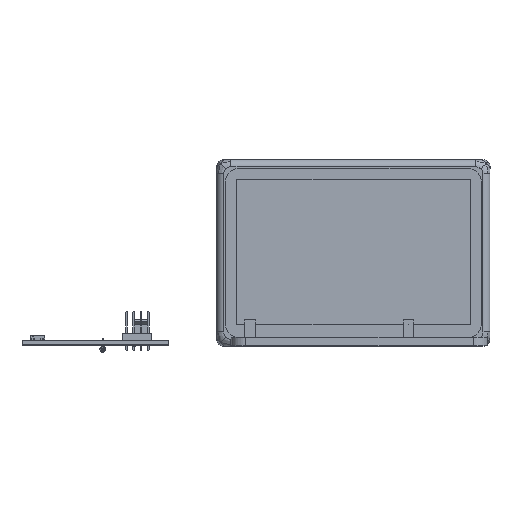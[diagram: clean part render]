
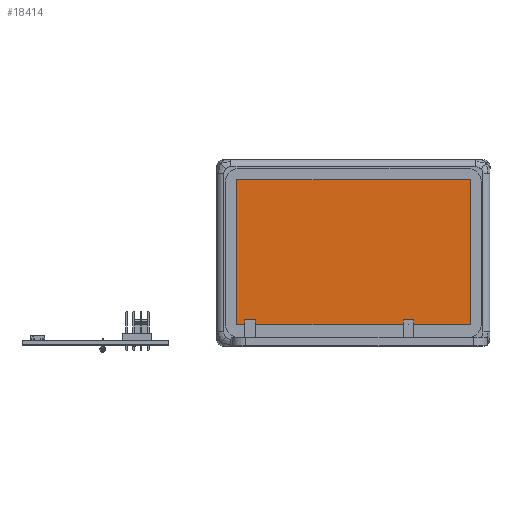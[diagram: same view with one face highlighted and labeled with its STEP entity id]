
A CAD part, front view. The second image highlights one B-rep face of the part: STEP entity #18414.
In plain terms, the highlighted planar face has unit normal (0, -1, 0).
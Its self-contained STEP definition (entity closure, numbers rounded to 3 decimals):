
#1300=LINE('',#26696,#3510);
#1304=LINE('',#26705,#3514);
#1305=LINE('',#26707,#3515);
#1306=LINE('',#26711,#3516);
#3510=VECTOR('',#20641,10.);
#3514=VECTOR('',#20651,10.);
#3515=VECTOR('',#20652,10.);
#3516=VECTOR('',#20655,10.);
#5682=PLANE('',#19079);
#6073=FACE_OUTER_BOUND('',#6591,.T.);
#6591=EDGE_LOOP('',(#14436,#14437,#14438,#14439,#14440,#14441,#14442,#14443));
#7437=CIRCLE('',#19075,5.);
#7438=CIRCLE('',#19078,5.);
#7439=CIRCLE('',#19080,5.);
#7440=CIRCLE('',#19081,5.);
#8381=VERTEX_POINT('',#26689);
#8382=VERTEX_POINT('',#26690);
#8383=VERTEX_POINT('',#26695);
#8384=VERTEX_POINT('',#26699);
#8385=VERTEX_POINT('',#26700);
#8386=VERTEX_POINT('',#26706);
#8387=VERTEX_POINT('',#26708);
#8388=VERTEX_POINT('',#26710);
#11197=EDGE_CURVE('',#8381,#8382,#7437,.T.);
#11200=EDGE_CURVE('',#8381,#8383,#1300,.F.);
#11202=EDGE_CURVE('',#8384,#8385,#7438,.T.);
#11205=EDGE_CURVE('',#8382,#8384,#1304,.T.);
#11206=EDGE_CURVE('',#8385,#8386,#1305,.F.);
#11207=EDGE_CURVE('',#8386,#8387,#7439,.T.);
#11208=EDGE_CURVE('',#8387,#8388,#1306,.F.);
#11209=EDGE_CURVE('',#8388,#8383,#7440,.T.);
#14436=ORIENTED_EDGE('',*,*,#11197,.T.);
#14437=ORIENTED_EDGE('',*,*,#11205,.T.);
#14438=ORIENTED_EDGE('',*,*,#11202,.T.);
#14439=ORIENTED_EDGE('',*,*,#11206,.T.);
#14440=ORIENTED_EDGE('',*,*,#11207,.T.);
#14441=ORIENTED_EDGE('',*,*,#11208,.T.);
#14442=ORIENTED_EDGE('',*,*,#11209,.T.);
#14443=ORIENTED_EDGE('',*,*,#11200,.F.);
#18414=ADVANCED_FACE('',(#6073),#5682,.F.);
#19075=AXIS2_PLACEMENT_3D('',#26691,#20635,#20636);
#19078=AXIS2_PLACEMENT_3D('',#26701,#20645,#20646);
#19079=AXIS2_PLACEMENT_3D('',#26704,#20649,#20650);
#19080=AXIS2_PLACEMENT_3D('',#26709,#20653,#20654);
#19081=AXIS2_PLACEMENT_3D('',#26712,#20656,#20657);
#20635=DIRECTION('center_axis',(0.,-1.,0.));
#20636=DIRECTION('ref_axis',(-0.707,0.,-0.707));
#20641=DIRECTION('',(0.,0.,-1.));
#20645=DIRECTION('center_axis',(0.,-1.,0.));
#20646=DIRECTION('ref_axis',(0.707,0.,-0.707));
#20649=DIRECTION('center_axis',(0.,1.,0.));
#20650=DIRECTION('ref_axis',(-1.,0.,0.));
#20651=DIRECTION('',(1.,0.,0.));
#20652=DIRECTION('',(0.,0.,-1.));
#20653=DIRECTION('center_axis',(0.,-1.,0.));
#20654=DIRECTION('ref_axis',(0.707,0.,0.707));
#20655=DIRECTION('',(1.,0.,0.));
#20656=DIRECTION('center_axis',(0.,-1.,0.));
#20657=DIRECTION('ref_axis',(-0.707,0.,0.707));
#26689=CARTESIAN_POINT('',(-62.,47.,8.));
#26690=CARTESIAN_POINT('',(-57.,47.,3.));
#26691=CARTESIAN_POINT('Origin',(-57.,47.,8.));
#26695=CARTESIAN_POINT('',(-62.,47.,57.6));
#26696=CARTESIAN_POINT('',(-62.,47.,0.));
#26699=CARTESIAN_POINT('',(23.1,47.,3.));
#26700=CARTESIAN_POINT('',(28.1,47.,8.));
#26701=CARTESIAN_POINT('Origin',(23.1,47.,8.));
#26704=CARTESIAN_POINT('Origin',(31.1,47.,0.));
#26705=CARTESIAN_POINT('',(7.075,47.,3.));
#26706=CARTESIAN_POINT('',(28.1,47.,57.6));
#26707=CARTESIAN_POINT('',(28.1,47.,0.));
#26708=CARTESIAN_POINT('',(23.1,47.,62.6));
#26709=CARTESIAN_POINT('Origin',(23.1,47.,57.6));
#26710=CARTESIAN_POINT('',(-57.,47.,62.6));
#26711=CARTESIAN_POINT('',(7.075,47.,62.6));
#26712=CARTESIAN_POINT('Origin',(-57.,47.,57.6));
